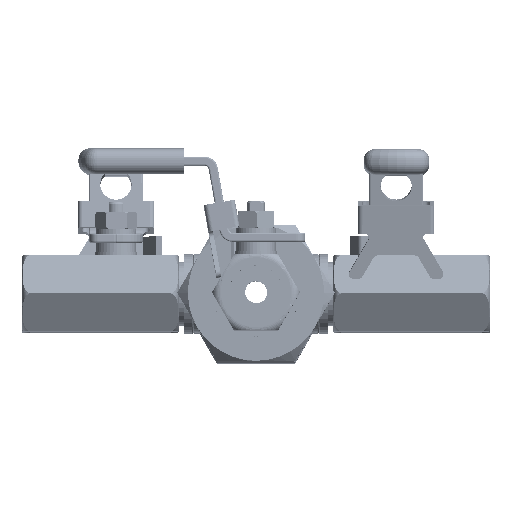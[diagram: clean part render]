
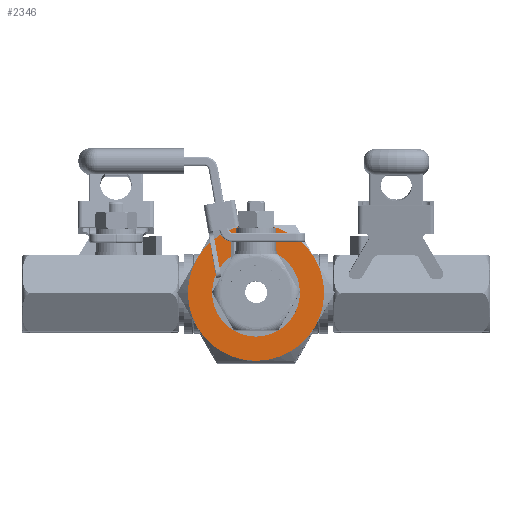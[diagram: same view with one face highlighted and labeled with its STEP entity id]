
A CAD part, top view. The second image highlights one B-rep face of the part: STEP entity #2346.
In plain terms, the highlighted planar face has unit normal (0, 0, 1).
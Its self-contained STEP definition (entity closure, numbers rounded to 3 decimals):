
#195 = ORIENTED_EDGE ( 'NONE', *, *, #14829, .T. ) ;
#495 = AXIS2_PLACEMENT_3D ( 'NONE', #13706, #9180, #9457 ) ;
#652 = CARTESIAN_POINT ( 'NONE',  ( 0., 0., 23.5 ) ) ;
#1181 = DIRECTION ( 'NONE',  ( -1., 0., 0. ) ) ;
#2346 = ADVANCED_FACE ( 'NONE', ( #28288, #24061 ), #27503, .T. ) ;
#2449 = EDGE_LOOP ( 'NONE', ( #32990, #32550, #11429, #6691, #3999, #195, #19437 ) ) ;
#3025 = CARTESIAN_POINT ( 'NONE',  ( 13.164, 7.6, 23.5 ) ) ;
#3747 = VERTEX_POINT ( 'NONE', #5628 ) ;
#3834 = CIRCLE ( 'NONE', #4674, 9.8 ) ;
#3999 = ORIENTED_EDGE ( 'NONE', *, *, #15396, .T. ) ;
#4674 = AXIS2_PLACEMENT_3D ( 'NONE', #15027, #18473, #27467 ) ;
#5345 = CIRCLE ( 'NONE', #44296, 15.2 ) ;
#5359 = CARTESIAN_POINT ( 'NONE',  ( 0., 0., 23.5 ) ) ;
#5473 = CIRCLE ( 'NONE', #41031, 15.2 ) ;
#5628 = CARTESIAN_POINT ( 'NONE',  ( -13.164, -7.6, 23.5 ) ) ;
#5673 = CARTESIAN_POINT ( 'NONE',  ( 0., 0., 23.5 ) ) ;
#5817 = DIRECTION ( 'NONE',  ( 0., 0., 1. ) ) ;
#6487 = EDGE_CURVE ( 'NONE', #19833, #43146, #46142, .T. ) ;
#6633 = CARTESIAN_POINT ( 'NONE',  ( 0., 15.2, 23.5 ) ) ;
#6654 = EDGE_CURVE ( 'NONE', #36503, #10813, #51299, .T. ) ;
#6691 = ORIENTED_EDGE ( 'NONE', *, *, #42452, .T. ) ;
#7332 = DIRECTION ( 'NONE',  ( 0., 0., 1. ) ) ;
#7713 = VERTEX_POINT ( 'NONE', #22932 ) ;
#8221 = CIRCLE ( 'NONE', #12468, 15.2 ) ;
#8725 = EDGE_CURVE ( 'NONE', #26600, #36503, #12920, .T. ) ;
#9148 = CARTESIAN_POINT ( 'NONE',  ( -9.8, 0., 23.5 ) ) ;
#9180 = DIRECTION ( 'NONE',  ( 0., 0., 1. ) ) ;
#9457 = DIRECTION ( 'NONE',  ( 1., 0., 0. ) ) ;
#9774 = AXIS2_PLACEMENT_3D ( 'NONE', #44437, #11324, #43648 ) ;
#9801 = EDGE_CURVE ( 'NONE', #25750, #26600, #5345, .T. ) ;
#10813 = VERTEX_POINT ( 'NONE', #6633 ) ;
#11050 = CARTESIAN_POINT ( 'NONE',  ( 0., 0., 23.5 ) ) ;
#11324 = DIRECTION ( 'NONE',  ( 0., 0., 1. ) ) ;
#11429 = ORIENTED_EDGE ( 'NONE', *, *, #28599, .F. ) ;
#12468 = AXIS2_PLACEMENT_3D ( 'NONE', #12644, #41511, #1181 ) ;
#12644 = CARTESIAN_POINT ( 'NONE',  ( 0., 0., 23.5 ) ) ;
#12920 = CIRCLE ( 'NONE', #31503, 15.2 ) ;
#13706 = CARTESIAN_POINT ( 'NONE',  ( 0., 0., 23.5 ) ) ;
#14829 = EDGE_CURVE ( 'NONE', #3747, #25750, #21642, .T. ) ;
#15027 = CARTESIAN_POINT ( 'NONE',  ( 0., 0., 23.5 ) ) ;
#15396 = EDGE_CURVE ( 'NONE', #49507, #3747, #5473, .T. ) ;
#17351 = DIRECTION ( 'NONE',  ( 0., 0., 1. ) ) ;
#18032 = DIRECTION ( 'NONE',  ( 1., 0., 0. ) ) ;
#18473 = DIRECTION ( 'NONE',  ( 0., 0., 1. ) ) ;
#19437 = ORIENTED_EDGE ( 'NONE', *, *, #9801, .T. ) ;
#19833 = VERTEX_POINT ( 'NONE', #9148 ) ;
#21259 = CARTESIAN_POINT ( 'NONE',  ( 9.8, 0., 23.5 ) ) ;
#21436 = CARTESIAN_POINT ( 'NONE',  ( 0., -15.2, 23.5 ) ) ;
#21642 = CIRCLE ( 'NONE', #495, 15.2 ) ;
#22932 = CARTESIAN_POINT ( 'NONE',  ( -13.164, 7.6, 23.5 ) ) ;
#24061 = FACE_OUTER_BOUND ( 'NONE', #2449, .T. ) ;
#24296 = DIRECTION ( 'NONE',  ( 1., 0., 0. ) ) ;
#25750 = VERTEX_POINT ( 'NONE', #21436 ) ;
#25825 = CARTESIAN_POINT ( 'NONE',  ( 0., 0., 23.5 ) ) ;
#26600 = VERTEX_POINT ( 'NONE', #27803 ) ;
#27044 = CIRCLE ( 'NONE', #47337, 15.2 ) ;
#27079 = DIRECTION ( 'NONE',  ( 1., 0., 0. ) ) ;
#27467 = DIRECTION ( 'NONE',  ( 1., 0., 0. ) ) ;
#27503 = PLANE ( 'NONE',  #9774 ) ;
#27788 = EDGE_LOOP ( 'NONE', ( #31602, #33087 ) ) ;
#27803 = CARTESIAN_POINT ( 'NONE',  ( 13.164, -7.6, 23.5 ) ) ;
#28288 = FACE_BOUND ( 'NONE', #27788, .T. ) ;
#28599 = EDGE_CURVE ( 'NONE', #7713, #10813, #8221, .T. ) ;
#31503 = AXIS2_PLACEMENT_3D ( 'NONE', #11050, #7332, #35964 ) ;
#31602 = ORIENTED_EDGE ( 'NONE', *, *, #6487, .F. ) ;
#32550 = ORIENTED_EDGE ( 'NONE', *, *, #6654, .T. ) ;
#32990 = ORIENTED_EDGE ( 'NONE', *, *, #8725, .T. ) ;
#33087 = ORIENTED_EDGE ( 'NONE', *, *, #51211, .F. ) ;
#33508 = DIRECTION ( 'NONE',  ( 1., 0., 0. ) ) ;
#33723 = DIRECTION ( 'NONE',  ( 1., 0., 0. ) ) ;
#35964 = DIRECTION ( 'NONE',  ( 1., 0., 0. ) ) ;
#36503 = VERTEX_POINT ( 'NONE', #3025 ) ;
#39331 = CARTESIAN_POINT ( 'NONE',  ( -15.2, 0., 23.5 ) ) ;
#40172 = DIRECTION ( 'NONE',  ( 0., 0., 1. ) ) ;
#41031 = AXIS2_PLACEMENT_3D ( 'NONE', #25825, #46214, #27079 ) ;
#41183 = DIRECTION ( 'NONE',  ( 0., 0., 1. ) ) ;
#41511 = DIRECTION ( 'NONE',  ( 0., 0., -1. ) ) ;
#42452 = EDGE_CURVE ( 'NONE', #7713, #49507, #27044, .T. ) ;
#43146 = VERTEX_POINT ( 'NONE', #21259 ) ;
#43648 = DIRECTION ( 'NONE',  ( 1., 0., 0. ) ) ;
#43655 = AXIS2_PLACEMENT_3D ( 'NONE', #5673, #17351, #33508 ) ;
#44296 = AXIS2_PLACEMENT_3D ( 'NONE', #45848, #5817, #18032 ) ;
#44437 = CARTESIAN_POINT ( 'NONE',  ( 0., 0., 23.5 ) ) ;
#45848 = CARTESIAN_POINT ( 'NONE',  ( 0., 0., 23.5 ) ) ;
#46142 = CIRCLE ( 'NONE', #52137, 9.8 ) ;
#46214 = DIRECTION ( 'NONE',  ( 0., 0., 1. ) ) ;
#47337 = AXIS2_PLACEMENT_3D ( 'NONE', #5359, #41183, #33723 ) ;
#49507 = VERTEX_POINT ( 'NONE', #39331 ) ;
#51211 = EDGE_CURVE ( 'NONE', #43146, #19833, #3834, .T. ) ;
#51299 = CIRCLE ( 'NONE', #43655, 15.2 ) ;
#52137 = AXIS2_PLACEMENT_3D ( 'NONE', #652, #40172, #24296 ) ;
